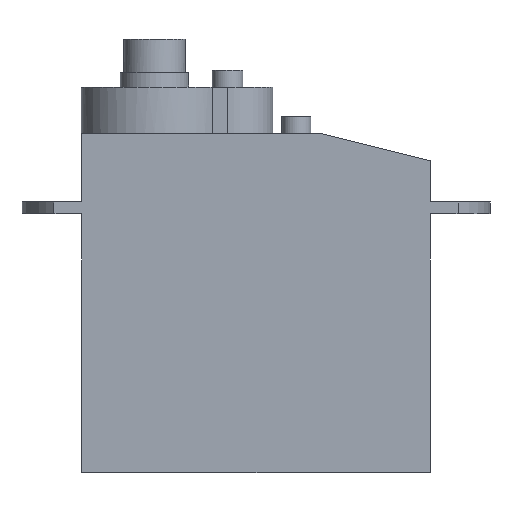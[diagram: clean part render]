
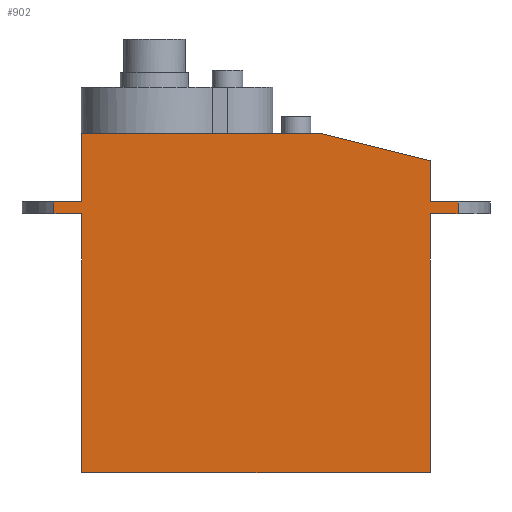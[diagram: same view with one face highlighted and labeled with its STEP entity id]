
A CAD part, left-side view. The second image highlights one B-rep face of the part: STEP entity #902.
In plain terms, the highlighted free-form (B-spline) face has degree [1, 1] with [2, 2] control points.
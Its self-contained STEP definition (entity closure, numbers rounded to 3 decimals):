
#712 = VERTEX_POINT('',#713);
#713 = CARTESIAN_POINT('',(-32.613,89.206,
    18.121));
#720 = VERTEX_POINT('',#721);
#721 = CARTESIAN_POINT('',(-32.613,94.851,
    18.121));
#726 = EDGE_CURVE('',#720,#712,#727,.T.);
#727 = B_SPLINE_CURVE_WITH_KNOTS('',1,(#728,#729),.UNSPECIFIED.,.F.,.F.,
  (2,2),(0.,4.285),.PIECEWISE_BEZIER_KNOTS.);
#728 = CARTESIAN_POINT('',(-32.613,94.851,
    18.121));
#729 = CARTESIAN_POINT('',(-32.613,89.206,
    18.121));
#768 = EDGE_CURVE('',#712,#769,#771,.T.);
#769 = VERTEX_POINT('',#770);
#770 = CARTESIAN_POINT('',(-32.613,76.281,
    18.121));
#771 = B_SPLINE_CURVE_WITH_KNOTS('',1,(#772,#773),.UNSPECIFIED.,.F.,.F.,
  (2,2),(4.285,14.096),.PIECEWISE_BEZIER_KNOTS.);
#772 = CARTESIAN_POINT('',(-32.613,89.206,
    18.121));
#773 = CARTESIAN_POINT('',(-32.613,76.281,
    18.121));
#836 = EDGE_CURVE('',#769,#837,#839,.T.);
#837 = VERTEX_POINT('',#838);
#838 = CARTESIAN_POINT('',(-32.613,67.845,
    16.018));
#839 = B_SPLINE_CURVE_WITH_KNOTS('',1,(#840,#841),.UNSPECIFIED.,.F.,.F.,
  (2,2),(0.,6.6),.PIECEWISE_BEZIER_KNOTS.);
#840 = CARTESIAN_POINT('',(-32.613,76.281,
    18.121));
#841 = CARTESIAN_POINT('',(-32.613,67.845,
    16.018));
#858 = EDGE_CURVE('',#837,#859,#861,.T.);
#859 = VERTEX_POINT('',#860);
#860 = CARTESIAN_POINT('',(-32.613,67.845,
    12.837));
#861 = B_SPLINE_CURVE_WITH_KNOTS('',1,(#862,#863),.UNSPECIFIED.,.F.,.F.,
  (2,2),(0.,2.415),.PIECEWISE_BEZIER_KNOTS.);
#862 = CARTESIAN_POINT('',(-32.613,67.845,
    16.018));
#863 = CARTESIAN_POINT('',(-32.613,67.845,
    12.837));
#880 = VERTEX_POINT('',#881);
#881 = CARTESIAN_POINT('',(-32.613,94.851,
    12.837));
#886 = EDGE_CURVE('',#880,#720,#887,.T.);
#887 = B_SPLINE_CURVE_WITH_KNOTS('',1,(#888,#889),.UNSPECIFIED.,.F.,.F.,
  (2,2),(0.,4.011),.PIECEWISE_BEZIER_KNOTS.);
#888 = CARTESIAN_POINT('',(-32.613,94.851,
    12.837));
#889 = CARTESIAN_POINT('',(-32.613,94.851,
    18.121));
#902 = ADVANCED_FACE('',(#903),#971,.F.);
#903 = FACE_BOUND('',#904,.T.);
#904 = EDGE_LOOP('',(#905,#906,#907,#914,#921,#928,#935,#942,#949,#956,
    #963,#968,#969,#970));
#905 = ORIENTED_EDGE('',*,*,#726,.F.);
#906 = ORIENTED_EDGE('',*,*,#886,.F.);
#907 = ORIENTED_EDGE('',*,*,#908,.F.);
#908 = EDGE_CURVE('',#909,#880,#911,.T.);
#909 = VERTEX_POINT('',#910);
#910 = CARTESIAN_POINT('',(-32.613,96.985,
    12.837));
#911 = B_SPLINE_CURVE_WITH_KNOTS('',1,(#912,#913),.UNSPECIFIED.,.F.,.F.,
  (2,2),(0.,1.62),.PIECEWISE_BEZIER_KNOTS.);
#912 = CARTESIAN_POINT('',(-32.613,96.985,
    12.837));
#913 = CARTESIAN_POINT('',(-32.613,94.851,
    12.837));
#914 = ORIENTED_EDGE('',*,*,#915,.T.);
#915 = EDGE_CURVE('',#909,#916,#918,.T.);
#916 = VERTEX_POINT('',#917);
#917 = CARTESIAN_POINT('',(-32.613,96.985,
    11.915));
#918 = B_SPLINE_CURVE_WITH_KNOTS('',1,(#919,#920),.UNSPECIFIED.,.F.,.F.,
  (2,2),(0.,0.7),.PIECEWISE_BEZIER_KNOTS.);
#919 = CARTESIAN_POINT('',(-32.613,96.985,
    12.837));
#920 = CARTESIAN_POINT('',(-32.613,96.985,
    11.915));
#921 = ORIENTED_EDGE('',*,*,#922,.T.);
#922 = EDGE_CURVE('',#916,#923,#925,.T.);
#923 = VERTEX_POINT('',#924);
#924 = CARTESIAN_POINT('',(-32.613,94.851,
    11.915));
#925 = B_SPLINE_CURVE_WITH_KNOTS('',1,(#926,#927),.UNSPECIFIED.,.F.,.F.,
  (2,2),(0.,1.62),.PIECEWISE_BEZIER_KNOTS.);
#926 = CARTESIAN_POINT('',(-32.613,96.985,
    11.915));
#927 = CARTESIAN_POINT('',(-32.613,94.851,
    11.915));
#928 = ORIENTED_EDGE('',*,*,#929,.F.);
#929 = EDGE_CURVE('',#930,#923,#932,.T.);
#930 = VERTEX_POINT('',#931);
#931 = CARTESIAN_POINT('',(-32.613,94.851,
    -8.109));
#932 = B_SPLINE_CURVE_WITH_KNOTS('',1,(#933,#934),.UNSPECIFIED.,.F.,.F.,
  (2,2),(0.,15.2),.PIECEWISE_BEZIER_KNOTS.);
#933 = CARTESIAN_POINT('',(-32.613,94.851,
    -8.109));
#934 = CARTESIAN_POINT('',(-32.613,94.851,
    11.915));
#935 = ORIENTED_EDGE('',*,*,#936,.F.);
#936 = EDGE_CURVE('',#937,#930,#939,.T.);
#937 = VERTEX_POINT('',#938);
#938 = CARTESIAN_POINT('',(-32.613,67.845,
    -8.109));
#939 = B_SPLINE_CURVE_WITH_KNOTS('',1,(#940,#941),.UNSPECIFIED.,.F.,.F.,
  (2,2),(0.,20.5),.PIECEWISE_BEZIER_KNOTS.);
#940 = CARTESIAN_POINT('',(-32.613,67.845,
    -8.109));
#941 = CARTESIAN_POINT('',(-32.613,94.851,
    -8.109));
#942 = ORIENTED_EDGE('',*,*,#943,.F.);
#943 = EDGE_CURVE('',#944,#937,#946,.T.);
#944 = VERTEX_POINT('',#945);
#945 = CARTESIAN_POINT('',(-32.613,67.845,
    11.915));
#946 = B_SPLINE_CURVE_WITH_KNOTS('',1,(#947,#948),.UNSPECIFIED.,.F.,.F.,
  (2,2),(0.,15.2),.PIECEWISE_BEZIER_KNOTS.);
#947 = CARTESIAN_POINT('',(-32.613,67.845,
    11.915));
#948 = CARTESIAN_POINT('',(-32.613,67.845,
    -8.109));
#949 = ORIENTED_EDGE('',*,*,#950,.T.);
#950 = EDGE_CURVE('',#944,#951,#953,.T.);
#951 = VERTEX_POINT('',#952);
#952 = CARTESIAN_POINT('',(-32.613,65.711,
    11.915));
#953 = B_SPLINE_CURVE_WITH_KNOTS('',1,(#954,#955),.UNSPECIFIED.,.F.,.F.,
  (2,2),(22.12,23.74),.PIECEWISE_BEZIER_KNOTS.);
#954 = CARTESIAN_POINT('',(-32.613,67.845,
    11.915));
#955 = CARTESIAN_POINT('',(-32.613,65.711,
    11.915));
#956 = ORIENTED_EDGE('',*,*,#957,.F.);
#957 = EDGE_CURVE('',#958,#951,#960,.T.);
#958 = VERTEX_POINT('',#959);
#959 = CARTESIAN_POINT('',(-32.613,65.711,
    12.837));
#960 = B_SPLINE_CURVE_WITH_KNOTS('',1,(#961,#962),.UNSPECIFIED.,.F.,.F.,
  (2,2),(0.,0.7),.PIECEWISE_BEZIER_KNOTS.);
#961 = CARTESIAN_POINT('',(-32.613,65.711,
    12.837));
#962 = CARTESIAN_POINT('',(-32.613,65.711,
    11.915));
#963 = ORIENTED_EDGE('',*,*,#964,.F.);
#964 = EDGE_CURVE('',#859,#958,#965,.T.);
#965 = B_SPLINE_CURVE_WITH_KNOTS('',1,(#966,#967),.UNSPECIFIED.,.F.,.F.,
  (2,2),(22.12,23.74),.PIECEWISE_BEZIER_KNOTS.);
#966 = CARTESIAN_POINT('',(-32.613,67.845,
    12.837));
#967 = CARTESIAN_POINT('',(-32.613,65.711,
    12.837));
#968 = ORIENTED_EDGE('',*,*,#858,.F.);
#969 = ORIENTED_EDGE('',*,*,#836,.F.);
#970 = ORIENTED_EDGE('',*,*,#768,.F.);
#971 = B_SPLINE_SURFACE_WITH_KNOTS('',1,1,(
    (#972,#973)
    ,(#974,#975
    )),.UNSPECIFIED.,.F.,.F.,.F.,(2,2),(2,2),(-66.911,-47.),(49.88
    ,73.62),.PIECEWISE_BEZIER_KNOTS.);
#972 = CARTESIAN_POINT('',(-32.613,65.711,
    18.121));
#973 = CARTESIAN_POINT('',(-32.613,96.985,
    18.121));
#974 = CARTESIAN_POINT('',(-32.613,65.711,
    -8.109));
#975 = CARTESIAN_POINT('',(-32.613,96.985,
    -8.109));
